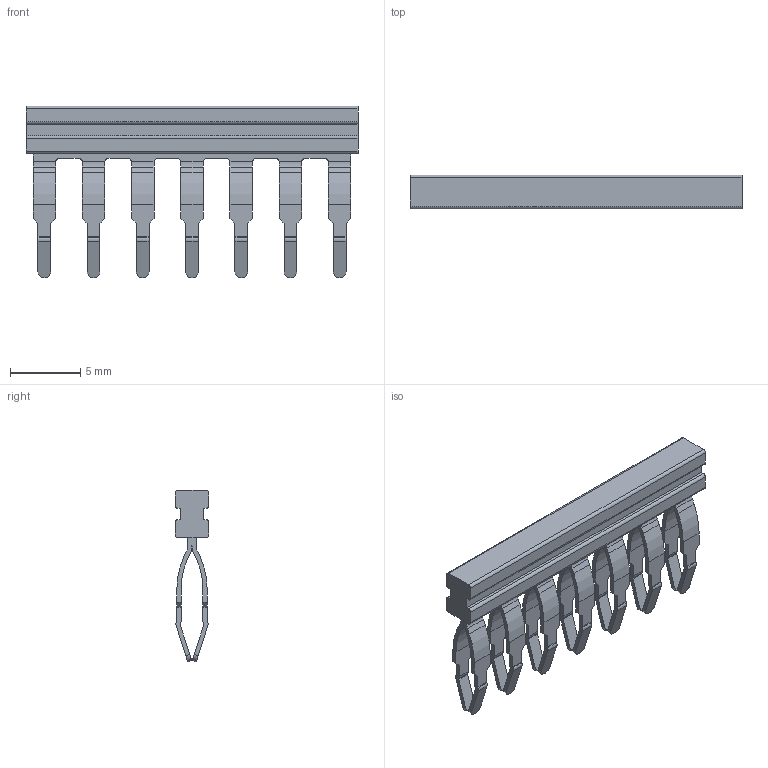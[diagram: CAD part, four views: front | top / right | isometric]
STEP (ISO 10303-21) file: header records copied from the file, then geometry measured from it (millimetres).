
FILE_DESCRIPTION(('CATIA V5R22 STEP214','CAx-IF Rec.Pracs.--- Model Styling and Organization---1.4--- 2014-01-23'),'2;1');
FILE_NAME ('020515-6_0', '2021-06-24T08:35:03+00:00', ('Weidmueller Interface'), ('Weidmueller'), 'CATIA Version 5-6 Release 2016 SP3 HF44', 'CATIA V5 STEP AP214', 'none');
FILE_SCHEMA(('AUTOMOTIVE_DESIGN { 1 0 10303 214 1 1 1 1 }'));
Length unit declared in the file: millimetre
Products named in the file (1): 1754260000
Bounding box: 23.6 x 2.4 x 12.22 mm (x, y, z)
Volume: 226.2 mm3; surface area: 723.3 mm2
Topology: 7 solids, 7 shells, 405 faces, 1139 edges, 748 vertices
Faces by surface type: plane 215, cylinder 190
Entity records: 11862 total; most frequent: ORIENTED_EDGE 2278, CARTESIAN_POINT 2181, DIRECTION 1558, EDGE_CURVE 1139, VERTEX_POINT 748, VECTOR 732, LINE 732, AXIS2_PLACEMENT_3D 607
